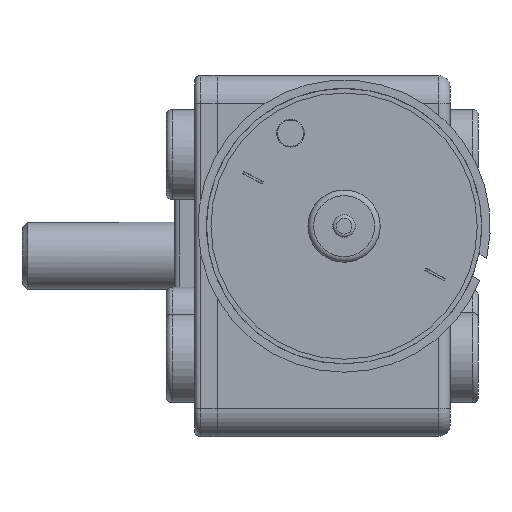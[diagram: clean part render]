
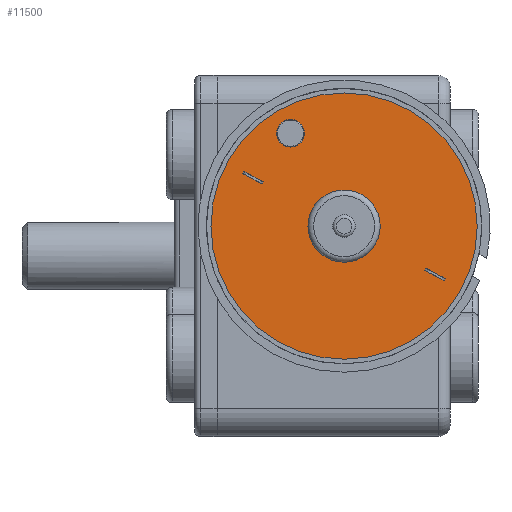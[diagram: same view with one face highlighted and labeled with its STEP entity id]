
A CAD part, left-side view. The second image highlights one B-rep face of the part: STEP entity #11500.
In plain terms, the highlighted face is planar.
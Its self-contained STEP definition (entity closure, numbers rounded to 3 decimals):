
#755=CIRCLE('',#13880,1.225);
#765=CIRCLE('',#13912,3.2);
#766=CIRCLE('',#13914,11.8);
#2813=ORIENTED_EDGE('',*,*,#5243,.F.);
#2814=ORIENTED_EDGE('',*,*,#5257,.F.);
#2815=ORIENTED_EDGE('',*,*,#5249,.F.);
#2816=ORIENTED_EDGE('',*,*,#5260,.F.);
#2817=ORIENTED_EDGE('',*,*,#5252,.F.);
#2818=ORIENTED_EDGE('',*,*,#5275,.F.);
#2819=ORIENTED_EDGE('',*,*,#5269,.F.);
#2820=ORIENTED_EDGE('',*,*,#5281,.F.);
#2821=ORIENTED_EDGE('',*,*,#5283,.F.);
#2822=ORIENTED_EDGE('',*,*,#5289,.F.);
#2823=ORIENTED_EDGE('',*,*,#5290,.T.);
#5243=EDGE_CURVE('',#6642,#6642,#755,.T.);
#5249=EDGE_CURVE('',#6647,#6648,#7424,.T.);
#5252=EDGE_CURVE('',#6649,#6651,#7427,.T.);
#5257=EDGE_CURVE('',#6648,#6649,#7431,.T.);
#5260=EDGE_CURVE('',#6651,#6647,#7433,.T.);
#5269=EDGE_CURVE('',#6661,#6663,#7442,.T.);
#5275=EDGE_CURVE('',#6663,#6666,#7447,.T.);
#5281=EDGE_CURVE('',#6670,#6661,#7452,.T.);
#5283=EDGE_CURVE('',#6666,#6670,#7454,.T.);
#5289=EDGE_CURVE('',#6676,#6676,#765,.T.);
#5290=EDGE_CURVE('',#6677,#6677,#766,.T.);
#6642=VERTEX_POINT('',#26529);
#6647=VERTEX_POINT('',#26541);
#6648=VERTEX_POINT('',#26543);
#6649=VERTEX_POINT('',#26547);
#6651=VERTEX_POINT('',#26550);
#6661=VERTEX_POINT('',#26583);
#6663=VERTEX_POINT('',#26586);
#6666=VERTEX_POINT('',#26597);
#6670=VERTEX_POINT('',#26608);
#6676=VERTEX_POINT('',#26631);
#6677=VERTEX_POINT('',#26634);
#7424=LINE('',#26542,#8203);
#7427=LINE('',#26549,#8206);
#7431=LINE('',#26559,#8210);
#7433=LINE('',#26565,#8212);
#7442=LINE('',#26585,#8221);
#7447=LINE('',#26596,#8226);
#7452=LINE('',#26609,#8231);
#7454=LINE('',#26613,#8233);
#8203=VECTOR('',#16243,1000.);
#8206=VECTOR('',#16248,1000.);
#8210=VECTOR('',#16256,1000.);
#8212=VECTOR('',#16264,1000.);
#8221=VECTOR('',#16281,1000.);
#8226=VECTOR('',#16292,1000.);
#8231=VECTOR('',#16303,1000.);
#8233=VECTOR('',#16309,1000.);
#9321=EDGE_LOOP('',(#2813));
#9322=EDGE_LOOP('',(#2814,#2815,#2816,#2817));
#9323=EDGE_LOOP('',(#2818,#2819,#2820,#2821));
#9324=EDGE_LOOP('',(#2822));
#9325=EDGE_LOOP('',(#2823));
#10292=FACE_BOUND('',#9321,.T.);
#10293=FACE_BOUND('',#9322,.T.);
#10294=FACE_BOUND('',#9323,.T.);
#10295=FACE_BOUND('',#9324,.T.);
#10296=FACE_BOUND('',#9325,.T.);
#10823=PLANE('',#13913);
#11500=ADVANCED_FACE('',(#10292,#10293,#10294,#10295,#10296),#10823,.T.);
#13880=AXIS2_PLACEMENT_3D('',#26528,#16232,#16233);
#13912=AXIS2_PLACEMENT_3D('',#26630,#16332,#16333);
#13913=AXIS2_PLACEMENT_3D('',#26632,#16334,#16335);
#13914=AXIS2_PLACEMENT_3D('',#26633,#16336,#16337);
#16232=DIRECTION('',(0.,-1.,0.));
#16233=DIRECTION('',(1.,0.,0.));
#16243=DIRECTION('',(0.,0.,1.));
#16248=DIRECTION('',(0.035,0.,-0.999));
#16256=DIRECTION('',(-0.999,0.,-0.035));
#16264=DIRECTION('',(0.999,0.,0.035));
#16281=DIRECTION('',(0.,0.,-1.));
#16292=DIRECTION('',(0.999,0.,0.035));
#16303=DIRECTION('',(-0.999,0.,-0.035));
#16309=DIRECTION('',(-0.035,0.,0.999));
#16332=DIRECTION('',(0.,-1.,0.));
#16333=DIRECTION('',(1.,0.,0.));
#16334=DIRECTION('',(0.,-1.,0.));
#16335=DIRECTION('',(-1.,0.,0.));
#16336=DIRECTION('',(0.,-1.,0.));
#16337=DIRECTION('',(-1.,0.,0.));
#26528=CARTESIAN_POINT('',(-8.227,-29.95,4.75));
#26529=CARTESIAN_POINT('',(-7.002,-29.95,4.75));
#26541=CARTESIAN_POINT('',(10.15,-29.95,0.254));
#26542=CARTESIAN_POINT('',(10.15,-29.95,0.254));
#26543=CARTESIAN_POINT('',(10.15,-29.95,0.455));
#26547=CARTESIAN_POINT('',(8.15,-29.95,0.385));
#26549=CARTESIAN_POINT('',(8.15,-29.95,0.385));
#26550=CARTESIAN_POINT('',(8.157,-29.95,0.185));
#26559=CARTESIAN_POINT('',(-8.157,-29.95,-0.185));
#26565=CARTESIAN_POINT('',(-10.15,-29.95,-0.455));
#26583=CARTESIAN_POINT('',(-10.15,-29.95,-0.254));
#26585=CARTESIAN_POINT('',(-10.15,-29.95,-0.254));
#26586=CARTESIAN_POINT('',(-10.15,-29.95,-0.455));
#26596=CARTESIAN_POINT('',(-10.15,-29.95,-0.455));
#26597=CARTESIAN_POINT('',(-8.15,-29.95,-0.385));
#26608=CARTESIAN_POINT('',(-8.157,-29.95,-0.185));
#26609=CARTESIAN_POINT('',(-8.157,-29.95,-0.185));
#26613=CARTESIAN_POINT('',(-8.15,-29.95,-0.385));
#26630=CARTESIAN_POINT('',(0.,-29.95,0.));
#26631=CARTESIAN_POINT('',(3.2,-29.95,0.));
#26632=CARTESIAN_POINT('',(0.,-29.95,0.));
#26633=CARTESIAN_POINT('',(0.,-29.95,0.));
#26634=CARTESIAN_POINT('',(-11.8,-29.95,0.));
